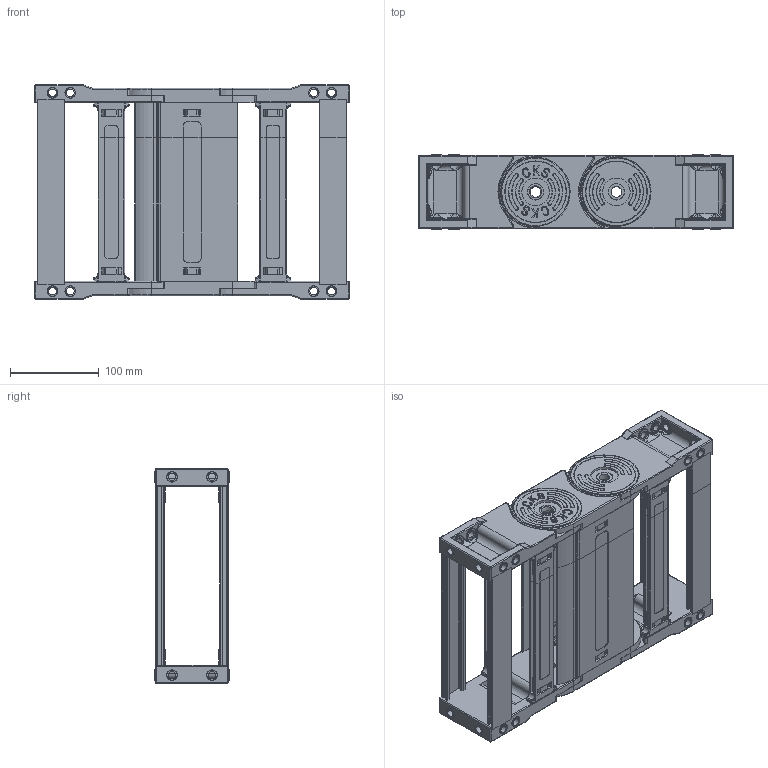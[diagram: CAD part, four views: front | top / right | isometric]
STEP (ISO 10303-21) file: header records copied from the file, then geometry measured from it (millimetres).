
FILE_DESCRIPTION (( 'STEP AP214' ), '1' );
FILE_NAME ('CK60-K200-AYAK.STEP', '2019-09-18T14:28:37', ( '' ), ( '' ), 'SwSTEP 2.0', 'SolidWorks 2017', '' );
FILE_SCHEMA (( 'AUTOMOTIVE_DESIGN' ));
Length unit declared in the file: millimetre
Products named in the file (1): CK60-K200-AYAK
Bounding box: 355.59 x 83.63 x 241.2 mm (x, y, z)
Volume: 968112.5 mm3; surface area: 609028.4 mm2
Topology: 45 solids, 45 shells, 3530 faces, 9184 edges, 5816 vertices
Faces by surface type: plane 1443, cylinder 1315, bspline 428, torus 298, sphere 40, cone 6
Entity records: 134097 total; most frequent: CARTESIAN_POINT 49170, ORIENTED_EDGE 18164, DIRECTION 17247, EDGE_CURVE 9082, AXIS2_PLACEMENT_3D 6165, VERTEX_POINT 5814, LINE 4917, VECTOR 4917
